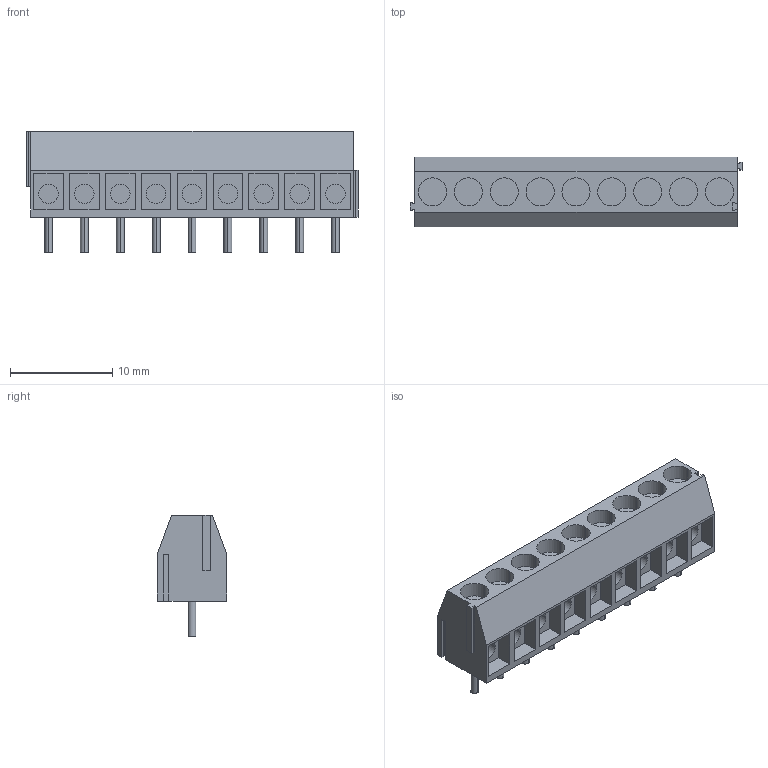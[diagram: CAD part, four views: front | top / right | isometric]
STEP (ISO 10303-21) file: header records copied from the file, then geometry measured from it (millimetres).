
FILE_DESCRIPTION(('CATIA V5 STEP','CAx-IF Rec.Pracs.--- Model Styling and Organization---1.2---2011-12-15'),'2;1');
FILE_NAME ('D1458985_0', '2018-09-01T16:08:39+00:00', ('none'), ('Weidmueller'), 'CATIA Version 5-6 Release 2014', 'CATIA V5 STEP AP214', 'none');
FILE_SCHEMA(('AUTOMOTIVE_DESIGN { 1 0 10303 214 1 1 1 1 }'));
Length unit declared in the file: millimetre
Products named in the file (1): 1912390000
Bounding box: 32.4 x 6.8 x 11.9 mm (x, y, z)
Volume: 1398 mm3; surface area: 1813.2 mm2
Topology: 19 solids, 19 shells, 220 faces, 492 edges, 328 vertices
Faces by surface type: plane 166, cylinder 54
Entity records: 5448 total; most frequent: ORIENTED_EDGE 984, CARTESIAN_POINT 926, DIRECTION 702, EDGE_CURVE 492, VECTOR 384, LINE 384, VERTEX_POINT 328, EDGE_LOOP 256
